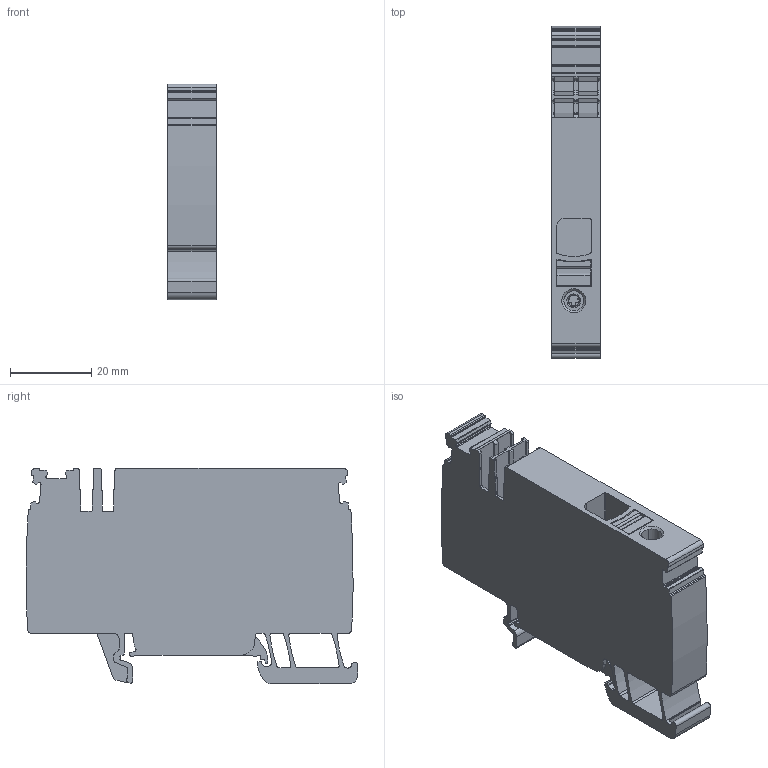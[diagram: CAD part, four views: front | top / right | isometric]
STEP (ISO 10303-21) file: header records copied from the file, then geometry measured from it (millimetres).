
FILE_DESCRIPTION(('CATIA V5R24 STEP','CAx-IF Rec.Pracs.--- Model Styling and Organization---1.2---2011-12-15'),'2;1');
FILE_NAME ('9325214_2', '2017-09-25T12:42:36+00:00', ('Weidmueller Interface'), ('Weidmueller'), 'CATIA Version 5-6 Release 2014 SP4 HF52', 'CATIA V5 STEP AP214', 'none');
FILE_SCHEMA(('AUTOMOTIVE_DESIGN { 1 0 10303 214 1 1 1 1 }'));
Length unit declared in the file: millimetre
Products named in the file (1): 2428910000_AAP21_10_LO_RD_AllCATPart
Bounding box: 12 x 81.8 x 53.13 mm (x, y, z)
Volume: 39762 mm3; surface area: 13836.8 mm2
Topology: 2 solids, 2 shells, 453 faces, 1370 edges, 927 vertices
Faces by surface type: cylinder 215, plane 204, extrusion 30, cone 4
Entity records: 15758 total; most frequent: CARTESIAN_POINT 3447, ORIENTED_EDGE 2740, DIRECTION 1983, EDGE_CURVE 1370, VERTEX_POINT 927, VECTOR 908, LINE 878, AXIS2_PLACEMENT_3D 740
